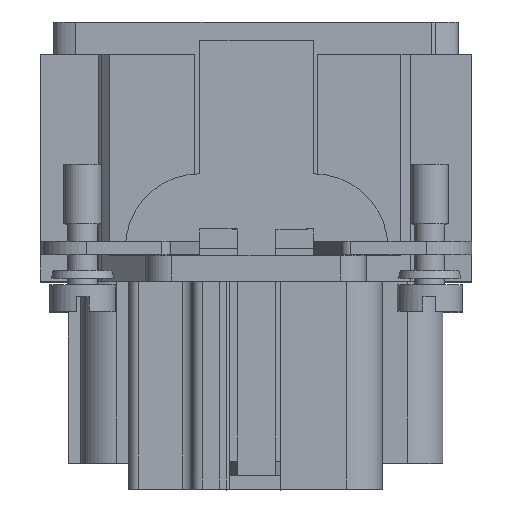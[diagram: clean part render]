
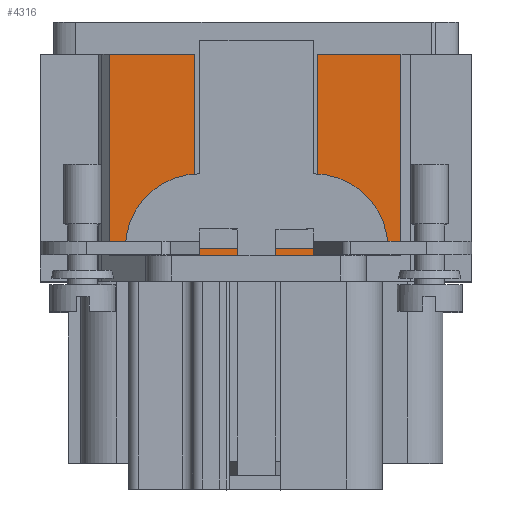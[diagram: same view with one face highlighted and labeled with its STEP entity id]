
A CAD part, top view. The second image highlights one B-rep face of the part: STEP entity #4316.
In plain terms, the highlighted planar face has unit normal (0, 0, 1).
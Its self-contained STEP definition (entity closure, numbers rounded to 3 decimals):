
#565 = VECTOR ( 'NONE', #5890, 1000. ) ;
#878 = EDGE_LOOP ( 'NONE', ( #1086, #1087, #1085, #1088, #1089, #1090, #1092, #1091 ) ) ;
#1085 = ORIENTED_EDGE ( 'NONE', *, *, #16535, .F. ) ;
#1086 = ORIENTED_EDGE ( 'NONE', *, *, #17052, .T. ) ;
#1087 = ORIENTED_EDGE ( 'NONE', *, *, #16533, .T. ) ;
#1088 = ORIENTED_EDGE ( 'NONE', *, *, #16536, .T. ) ;
#1089 = ORIENTED_EDGE ( 'NONE', *, *, #16537, .T. ) ;
#1090 = ORIENTED_EDGE ( 'NONE', *, *, #17191, .T. ) ;
#1091 = ORIENTED_EDGE ( 'NONE', *, *, #17183, .F. ) ;
#1092 = ORIENTED_EDGE ( 'NONE', *, *, #4727, .T. ) ;
#1470 = VECTOR ( 'NONE', #13053, 1000. ) ;
#1544 = VECTOR ( 'NONE', #16191, 1000. ) ;
#1552 = VECTOR ( 'NONE', #16280, 1000. ) ;
#2334 = CARTESIAN_POINT ( 'NONE',  ( 27., 15.5, -4.171 ) ) ;
#2337 = CARTESIAN_POINT ( 'NONE',  ( 27., 0.5, -4.171 ) ) ;
#2339 = CARTESIAN_POINT ( 'NONE',  ( 36.5, 0.5, -4.171 ) ) ;
#2352 = CARTESIAN_POINT ( 'NONE',  ( 20.443, 15.5, -4.171 ) ) ;
#2421 = CARTESIAN_POINT ( 'NONE',  ( 36.5, 15.5, -4.171 ) ) ;
#2432 = CARTESIAN_POINT ( 'NONE',  ( 42.92, 15.5, -4.171 ) ) ;
#2549 = VECTOR ( 'NONE', #6510, 1000. ) ;
#2550 = VECTOR ( 'NONE', #6508, 1000. ) ;
#2551 = VECTOR ( 'NONE', #6505, 1000. ) ;
#2552 = VECTOR ( 'NONE', #6502, 1000. ) ;
#4316 = ADVANCED_FACE ( 'NONE', ( #9814 ), #6772, .F. ) ;
#4727 = EDGE_CURVE ( 'NONE', #11866, #11864, #14473, .T. ) ;
#5890 = DIRECTION ( 'NONE',  ( 1., 0., 0. ) ) ;
#5891 = CARTESIAN_POINT ( 'NONE',  ( 20.443, 0., -4.171 ) ) ;
#6502 = DIRECTION ( 'NONE',  ( -1., 0., 0. ) ) ;
#6503 = CARTESIAN_POINT ( 'NONE',  ( 20.443, 15.5, -4.171 ) ) ;
#6505 = DIRECTION ( 'NONE',  ( 0., 1., 0. ) ) ;
#6506 = CARTESIAN_POINT ( 'NONE',  ( 27., 18., -4.171 ) ) ;
#6508 = DIRECTION ( 'NONE',  ( 1., 0., 0. ) ) ;
#6509 = CARTESIAN_POINT ( 'NONE',  ( 20.443, 0.5, -4.171 ) ) ;
#6510 = DIRECTION ( 'NONE',  ( 0., -1., 0. ) ) ;
#6511 = CARTESIAN_POINT ( 'NONE',  ( 36.5, 18., -4.171 ) ) ;
#6766 = DIRECTION ( 'NONE',  ( -1., 0., 0. ) ) ;
#6768 = DIRECTION ( 'NONE',  ( 0., 0., -1. ) ) ;
#6771 = CARTESIAN_POINT ( 'NONE',  ( 20.443, 18., -4.171 ) ) ;
#6772 = PLANE ( 'NONE',  #19231 ) ;
#7786 = CARTESIAN_POINT ( 'NONE',  ( 20.443, 0., -4.171 ) ) ;
#7788 = CARTESIAN_POINT ( 'NONE',  ( 42.92, 0., -4.171 ) ) ;
#9814 = FACE_OUTER_BOUND ( 'NONE', #878, .T. ) ;
#11864 = VERTEX_POINT ( 'NONE', #7788 ) ;
#11866 = VERTEX_POINT ( 'NONE', #7786 ) ;
#11964 = VERTEX_POINT ( 'NONE', #2432 ) ;
#11975 = VERTEX_POINT ( 'NONE', #2421 ) ;
#12046 = VERTEX_POINT ( 'NONE', #2352 ) ;
#12059 = VERTEX_POINT ( 'NONE', #2339 ) ;
#12061 = VERTEX_POINT ( 'NONE', #2337 ) ;
#12064 = VERTEX_POINT ( 'NONE', #2334 ) ;
#13053 = DIRECTION ( 'NONE',  ( -1., 0., 0. ) ) ;
#13240 = CARTESIAN_POINT ( 'NONE',  ( 20.443, 15.5, -4.171 ) ) ;
#14473 = LINE ( 'NONE', #5891, #565 ) ;
#14983 = LINE ( 'NONE', #6511, #2549 ) ;
#14984 = LINE ( 'NONE', #6509, #2550 ) ;
#14985 = LINE ( 'NONE', #6506, #2551 ) ;
#14986 = LINE ( 'NONE', #6503, #2552 ) ;
#15502 = LINE ( 'NONE', #13240, #1470 ) ;
#15568 = LINE ( 'NONE', #16261, #1544 ) ;
#15576 = LINE ( 'NONE', #16152, #1552 ) ;
#16152 = CARTESIAN_POINT ( 'NONE',  ( 20.443, 18., -4.171 ) ) ;
#16191 = DIRECTION ( 'NONE',  ( 0., -1., 0. ) ) ;
#16261 = CARTESIAN_POINT ( 'NONE',  ( 42.92, 18., -4.171 ) ) ;
#16280 = DIRECTION ( 'NONE',  ( 0., -1., 0. ) ) ;
#16533 = EDGE_CURVE ( 'NONE', #11975, #12059, #14983, .T. ) ;
#16535 = EDGE_CURVE ( 'NONE', #12061, #12059, #14984, .T. ) ;
#16536 = EDGE_CURVE ( 'NONE', #12061, #12064, #14985, .T. ) ;
#16537 = EDGE_CURVE ( 'NONE', #12064, #12046, #14986, .T. ) ;
#17052 = EDGE_CURVE ( 'NONE', #11964, #11975, #15502, .T. ) ;
#17183 = EDGE_CURVE ( 'NONE', #11964, #11864, #15568, .T. ) ;
#17191 = EDGE_CURVE ( 'NONE', #12046, #11866, #15576, .T. ) ;
#19231 = AXIS2_PLACEMENT_3D ( 'NONE', #6771, #6768, #6766 ) ;
